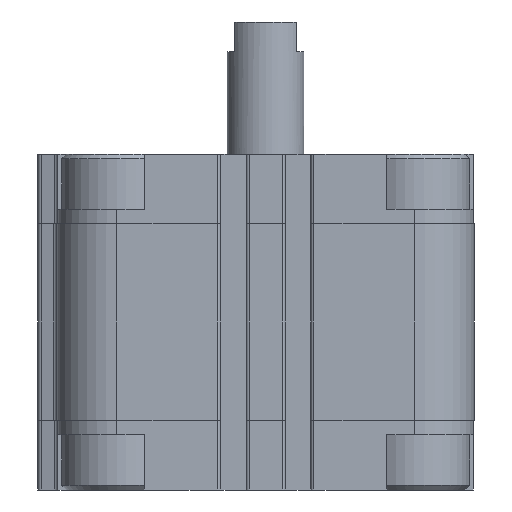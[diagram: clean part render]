
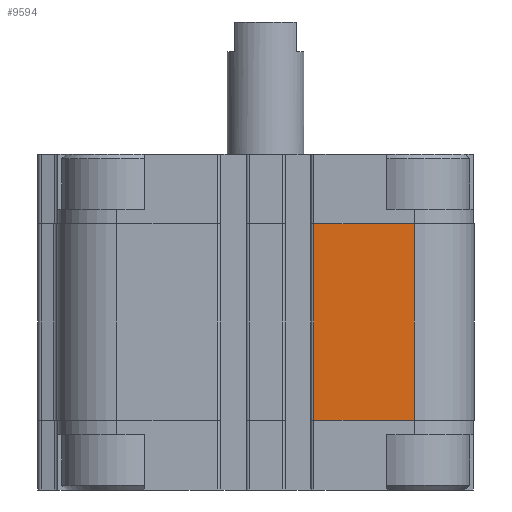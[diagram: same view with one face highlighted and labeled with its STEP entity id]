
A CAD part, left-side view. The second image highlights one B-rep face of the part: STEP entity #9594.
In plain terms, the highlighted face is planar.
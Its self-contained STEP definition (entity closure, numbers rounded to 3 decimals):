
#1868=ORIENTED_EDGE('',*,*,#4306,.F.);
#1869=ORIENTED_EDGE('',*,*,#4332,.F.);
#1870=ORIENTED_EDGE('',*,*,#4024,.T.);
#1871=ORIENTED_EDGE('',*,*,#4333,.T.);
#4024=EDGE_CURVE('',#5405,#5404,#6211,.T.);
#4306=EDGE_CURVE('',#5570,#5571,#6417,.T.);
#4332=EDGE_CURVE('',#5405,#5570,#6436,.T.);
#4333=EDGE_CURVE('',#5404,#5571,#6437,.T.);
#5404=VERTEX_POINT('',#14808);
#5405=VERTEX_POINT('',#14810);
#5570=VERTEX_POINT('',#15362);
#5571=VERTEX_POINT('',#15364);
#6211=LINE('',#14809,#7085);
#6417=LINE('',#15363,#7291);
#6436=LINE('',#15417,#7310);
#6437=LINE('',#15419,#7311);
#7085=VECTOR('',#11465,1000.);
#7291=VECTOR('',#12035,1000.);
#7310=VECTOR('',#12106,1000.);
#7311=VECTOR('',#12109,1000.);
#7863=EDGE_LOOP('',(#1868,#1869,#1870,#1871));
#8545=FACE_BOUND('',#7863,.T.);
#9149=PLANE('',#10369);
#9594=ADVANCED_FACE('',(#8545),#9149,.T.);
#10369=AXIS2_PLACEMENT_3D('',#15418,#12107,#12108);
#11465=DIRECTION('',(0.,1.,0.));
#12035=DIRECTION('',(0.,1.,0.));
#12106=DIRECTION('',(0.,0.,1.));
#12107=DIRECTION('',(1.,0.,0.));
#12108=DIRECTION('',(0.,0.,-1.));
#12109=DIRECTION('',(0.,0.,1.));
#14808=CARTESIAN_POINT('',(43.5,31.,-55.5));
#14809=CARTESIAN_POINT('',(43.5,10.05,-55.5));
#14810=CARTESIAN_POINT('',(43.5,10.05,-55.5));
#15362=CARTESIAN_POINT('',(43.5,10.05,-14.5));
#15363=CARTESIAN_POINT('',(43.5,10.05,-14.5));
#15364=CARTESIAN_POINT('',(43.5,31.,-14.5));
#15417=CARTESIAN_POINT('',(43.5,10.05,-55.5));
#15418=CARTESIAN_POINT('',(43.5,10.05,-55.5));
#15419=CARTESIAN_POINT('',(43.5,31.,-55.5));
